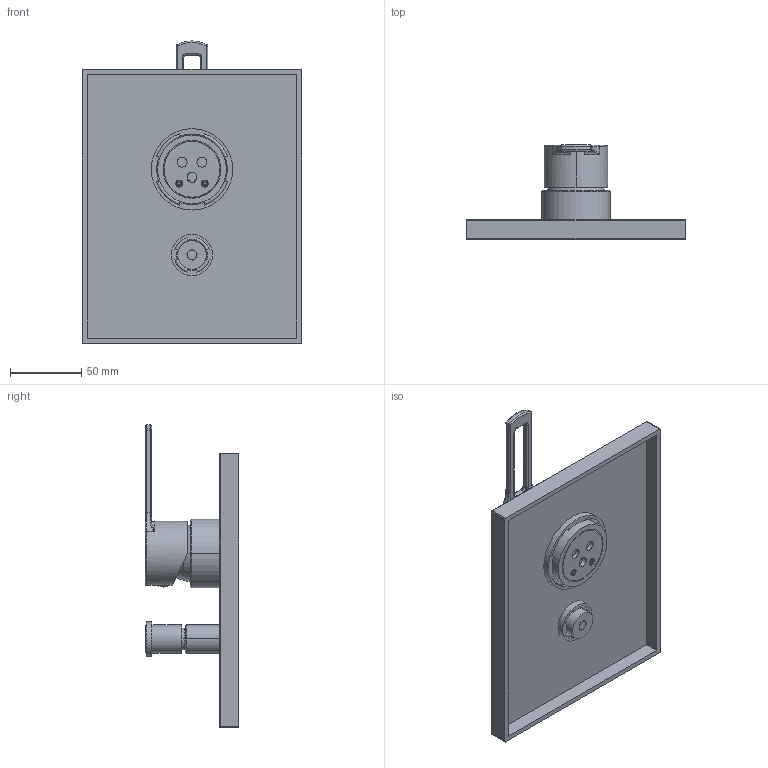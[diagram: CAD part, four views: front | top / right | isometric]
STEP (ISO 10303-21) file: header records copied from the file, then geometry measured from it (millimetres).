
FILE_DESCRIPTION((''),'2;1');
FILE_NAME('RINBOX015CR','2021-11-05T08:48:33',('ut3'),('PAFFONI SpA'),'CREO PARAMETRIC BY PTC INC, 2020044','CREO PARAMETRIC BY PTC INC, 2020044','');
FILE_SCHEMA(('CONFIG_CONTROL_DESIGN','SHAPE_APPEARANCE_LAYERS_GROUPS'));
Length unit declared in the file: millimetre
Products named in the file (1): RINBOX015CR
Bounding box: 154 x 65.6 x 211.75 mm (x, y, z)
Volume: 206281.4 mm3; surface area: 128040.3 mm2
Topology: 5 solids, 5 shells, 1200 faces, 3177 edges, 1993 vertices
Faces by surface type: plane 665, cylinder 307, torus 106, cone 66, sphere 32, bspline 24
Entity records: 49992 total; most frequent: CARTESIAN_POINT 11917, ORIENTED_EDGE 6330, DIRECTION 6067, EDGE_CURVE 3165, AXIS2_PLACEMENT_3D 2161, VERTEX_POINT 1993, VECTOR 1745, LINE 1745
